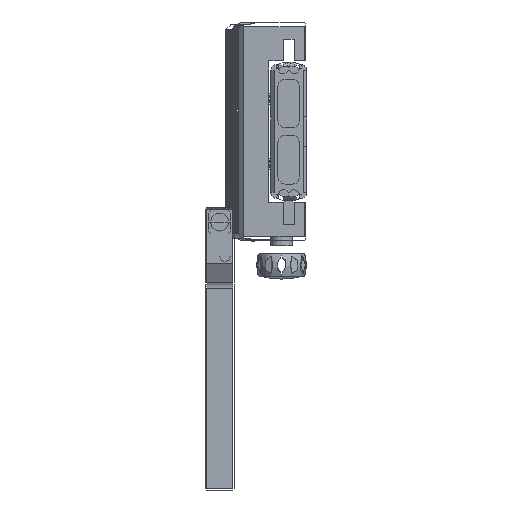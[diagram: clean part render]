
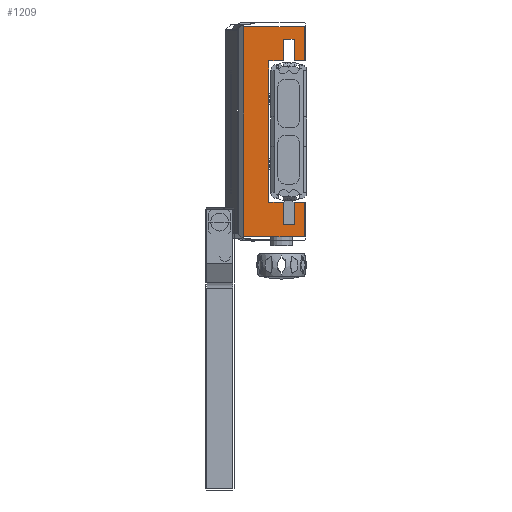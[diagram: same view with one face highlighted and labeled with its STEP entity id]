
A CAD part, left-side view. The second image highlights one B-rep face of the part: STEP entity #1209.
In plain terms, the highlighted planar face has unit normal (-1, 0, 0).
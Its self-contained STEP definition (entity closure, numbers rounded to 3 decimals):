
#1=DIRECTION('',(0.,-1.,0.));
#2=VECTOR('',#1,2.79);
#3=CARTESIAN_POINT('',(-85.,-1.51,-19.5));
#4=LINE('',#3,#2);
#5=DIRECTION('',(0.,0.,-1.));
#6=VECTOR('',#5,9.5);
#7=CARTESIAN_POINT('',(-85.,-4.3,-19.5));
#8=LINE('',#7,#6);
#9=DIRECTION('',(0.,1.,0.));
#10=VECTOR('',#9,16.8);
#11=CARTESIAN_POINT('',(-85.,-4.3,-29.));
#12=LINE('',#11,#10);
#13=DIRECTION('',(0.,0.,-1.));
#14=VECTOR('',#13,58.);
#15=CARTESIAN_POINT('',(-85.,12.5,29.));
#16=LINE('',#15,#14);
#17=DIRECTION('',(0.,-1.,0.));
#18=VECTOR('',#17,16.8);
#19=CARTESIAN_POINT('',(-85.,12.5,29.));
#20=LINE('',#19,#18);
#21=DIRECTION('',(0.,0.,-1.));
#22=VECTOR('',#21,9.5);
#23=CARTESIAN_POINT('',(-85.,-4.3,29.));
#24=LINE('',#23,#22);
#25=DIRECTION('',(0.,1.,0.));
#26=VECTOR('',#25,2.79);
#27=CARTESIAN_POINT('',(-85.,-4.3,19.5));
#28=LINE('',#27,#26);
#29=DIRECTION('',(0.,0.,1.));
#30=VECTOR('',#29,6.);
#31=CARTESIAN_POINT('',(-85.,-1.51,19.5));
#32=LINE('',#31,#30);
#33=DIRECTION('',(0.,1.,0.));
#34=VECTOR('',#33,3.02);
#35=CARTESIAN_POINT('',(-85.,-1.51,25.5));
#36=LINE('',#35,#34);
#37=DIRECTION('',(0.,0.,-1.));
#38=VECTOR('',#37,6.);
#39=CARTESIAN_POINT('',(-85.,1.51,25.5));
#40=LINE('',#39,#38);
#41=DIRECTION('',(0.,1.,0.));
#42=VECTOR('',#41,3.99);
#43=CARTESIAN_POINT('',(-85.,1.51,19.5));
#44=LINE('',#43,#42);
#45=DIRECTION('',(0.,0.,-1.));
#46=VECTOR('',#45,39.);
#47=CARTESIAN_POINT('',(-85.,5.5,19.5));
#48=LINE('',#47,#46);
#49=DIRECTION('',(0.,-1.,0.));
#50=VECTOR('',#49,3.99);
#51=CARTESIAN_POINT('',(-85.,5.5,-19.5));
#52=LINE('',#51,#50);
#53=DIRECTION('',(0.,0.,-1.));
#54=VECTOR('',#53,6.1);
#55=CARTESIAN_POINT('',(-85.,1.51,-19.5));
#56=LINE('',#55,#54);
#57=DIRECTION('',(0.,-1.,0.));
#58=VECTOR('',#57,3.02);
#59=CARTESIAN_POINT('',(-85.,1.51,-25.6));
#60=LINE('',#59,#58);
#61=DIRECTION('',(0.,0.,1.));
#62=VECTOR('',#61,6.1);
#63=CARTESIAN_POINT('',(-85.,-1.51,-25.6));
#64=LINE('',#63,#62);
#765=CARTESIAN_POINT('',(-85.,12.5,29.));
#863=CARTESIAN_POINT('',(-85.,-1.51,-25.6));
#864=CARTESIAN_POINT('',(-85.,1.51,-25.6));
#865=VERTEX_POINT('',#863);
#866=VERTEX_POINT('',#864);
#867=CARTESIAN_POINT('',(-85.,1.51,25.5));
#868=CARTESIAN_POINT('',(-85.,-1.51,25.5));
#869=VERTEX_POINT('',#867);
#870=VERTEX_POINT('',#868);
#879=CARTESIAN_POINT('',(-85.,1.51,-19.5));
#880=CARTESIAN_POINT('',(-85.,5.5,-19.5));
#881=VERTEX_POINT('',#879);
#882=VERTEX_POINT('',#880);
#883=CARTESIAN_POINT('',(-85.,5.5,19.5));
#884=VERTEX_POINT('',#883);
#885=CARTESIAN_POINT('',(-85.,1.51,19.5));
#886=VERTEX_POINT('',#885);
#895=CARTESIAN_POINT('',(-85.,-1.51,19.5));
#896=VERTEX_POINT('',#895);
#897=CARTESIAN_POINT('',(-85.,-1.51,-19.5));
#898=VERTEX_POINT('',#897);
#947=VERTEX_POINT('',#765);
#948=CARTESIAN_POINT('',(-85.,12.5,-29.));
#949=VERTEX_POINT('',#948);
#978=CARTESIAN_POINT('',(-85.,-4.3,29.));
#979=VERTEX_POINT('',#978);
#980=CARTESIAN_POINT('',(-85.,-4.3,-29.));
#981=VERTEX_POINT('',#980);
#990=CARTESIAN_POINT('',(-85.,-4.3,-19.5));
#991=VERTEX_POINT('',#990);
#992=CARTESIAN_POINT('',(-85.,-4.3,19.5));
#993=VERTEX_POINT('',#992);
#1170=CARTESIAN_POINT('',(-85.,0.,0.));
#1171=DIRECTION('',(1.,0.,0.));
#1172=DIRECTION('',(0.,-1.,0.));
#1173=AXIS2_PLACEMENT_3D('',#1170,#1171,#1172);
#1174=PLANE('',#1173);
#1176=ORIENTED_EDGE('',*,*,#1175,.T.);
#1178=ORIENTED_EDGE('',*,*,#1177,.T.);
#1180=ORIENTED_EDGE('',*,*,#1179,.T.);
#1182=ORIENTED_EDGE('',*,*,#1181,.F.);
#1184=ORIENTED_EDGE('',*,*,#1183,.T.);
#1186=ORIENTED_EDGE('',*,*,#1185,.T.);
#1188=ORIENTED_EDGE('',*,*,#1187,.T.);
#1190=ORIENTED_EDGE('',*,*,#1189,.T.);
#1192=ORIENTED_EDGE('',*,*,#1191,.T.);
#1194=ORIENTED_EDGE('',*,*,#1193,.T.);
#1196=ORIENTED_EDGE('',*,*,#1195,.T.);
#1198=ORIENTED_EDGE('',*,*,#1197,.T.);
#1200=ORIENTED_EDGE('',*,*,#1199,.T.);
#1202=ORIENTED_EDGE('',*,*,#1201,.T.);
#1204=ORIENTED_EDGE('',*,*,#1203,.T.);
#1206=ORIENTED_EDGE('',*,*,#1205,.T.);
#1207=EDGE_LOOP('',(#1176,#1178,#1180,#1182,#1184,#1186,#1188,#1190,#1192,#1194,
#1196,#1198,#1200,#1202,#1204,#1206));
#1208=FACE_OUTER_BOUND('',#1207,.F.);
#1209=ADVANCED_FACE('',(#1208),#1174,.F.);
#1175=EDGE_CURVE('',#898,#991,#4,.T.);
#1177=EDGE_CURVE('',#991,#981,#8,.T.);
#1179=EDGE_CURVE('',#981,#949,#12,.T.);
#1181=EDGE_CURVE('',#947,#949,#16,.T.);
#1183=EDGE_CURVE('',#947,#979,#20,.T.);
#1185=EDGE_CURVE('',#979,#993,#24,.T.);
#1187=EDGE_CURVE('',#993,#896,#28,.T.);
#1189=EDGE_CURVE('',#896,#870,#32,.T.);
#1191=EDGE_CURVE('',#870,#869,#36,.T.);
#1193=EDGE_CURVE('',#869,#886,#40,.T.);
#1195=EDGE_CURVE('',#886,#884,#44,.T.);
#1197=EDGE_CURVE('',#884,#882,#48,.T.);
#1199=EDGE_CURVE('',#882,#881,#52,.T.);
#1201=EDGE_CURVE('',#881,#866,#56,.T.);
#1203=EDGE_CURVE('',#866,#865,#60,.T.);
#1205=EDGE_CURVE('',#865,#898,#64,.T.);
